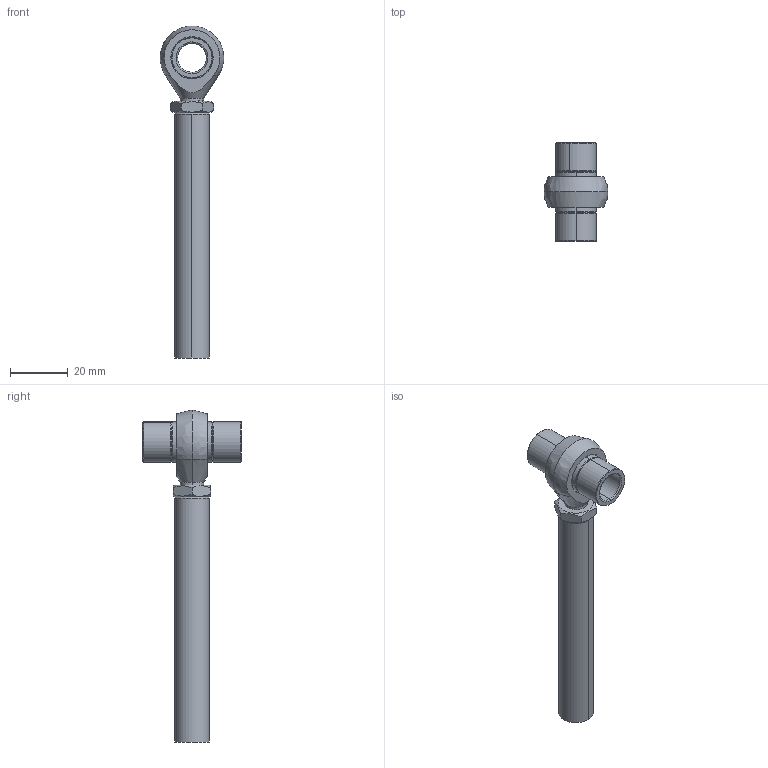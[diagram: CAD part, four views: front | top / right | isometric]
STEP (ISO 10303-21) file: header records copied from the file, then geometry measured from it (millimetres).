
FILE_DESCRIPTION (( 'STEP AP214' ), '1' );
FILE_NAME ('left_joint4.STEP', '2025-03-27T11:01:22', ( '' ), ( '' ), 'SwSTEP 2.0', 'SolidWorks 2022', '' );
FILE_SCHEMA (( 'AUTOMOTIVE_DESIGN' ));
Length unit declared in the file: millimetre
Products named in the file (1): left_joint4
Bounding box: 22 x 34 x 114.78 mm (x, y, z)
Volume: 15082.2 mm3; surface area: 9398.8 mm2
Topology: 6 solids, 6 shells, 118 faces, 290 edges, 179 vertices
Faces by surface type: cylinder 48, cone 36, plane 21, bspline 13
Entity records: 7914 total; most frequent: CARTESIAN_POINT 3974, ORIENTED_EDGE 568, DIRECTION 509, EDGE_CURVE 284, AXIS2_PLACEMENT_3D 206, VERTEX_POINT 179, EDGE_LOOP 129, UNCERTAINTY_MEASURE_WITH_UNIT 125
